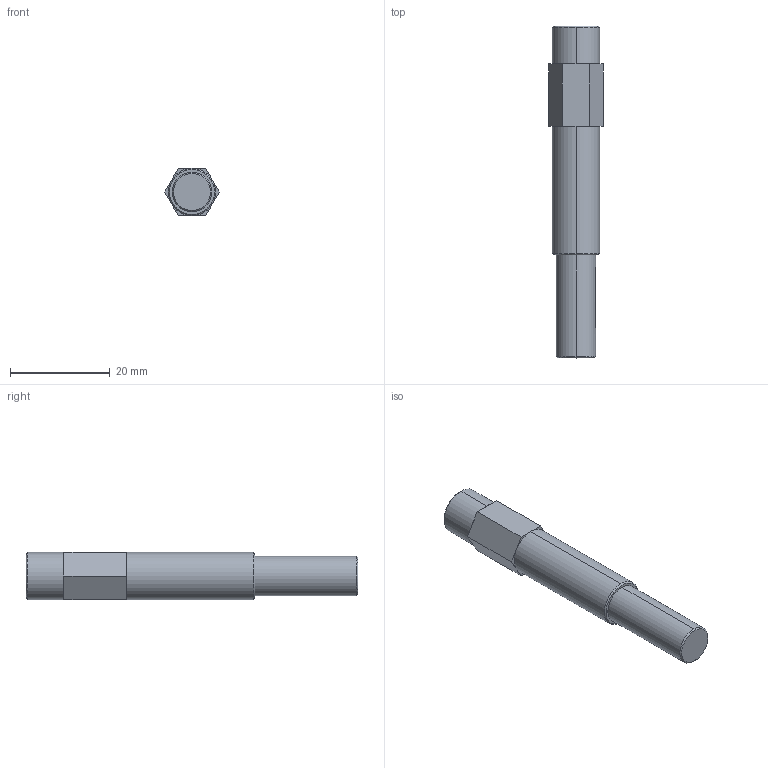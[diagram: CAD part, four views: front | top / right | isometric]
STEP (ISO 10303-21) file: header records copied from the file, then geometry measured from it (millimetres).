
FILE_DESCRIPTION (( 'STEP AP214' ), '1' );
FILE_NAME ('am-3019 S&S Input Shaft.STEP', '2014-12-18T23:14:07', ( '' ), ( '' ), 'SwSTEP 2.0', 'SolidWorks 2014', '' );
FILE_SCHEMA (( 'AUTOMOTIVE_DESIGN' ));
Length unit declared in the file: inch
Products named in the file (1): am-3019 S&S Input Shaft
Bounding box: 10.98 x 66.67 x 9.51 mm (x, y, z)
Volume: 4359.4 mm3; surface area: 2097.8 mm2
Topology: 1 solids, 1 shells, 38 faces, 80 edges, 46 vertices
Faces by surface type: plane 24, cylinder 8, cone 6
Entity records: 1066 total; most frequent: CARTESIAN_POINT 199, DIRECTION 184, ORIENTED_EDGE 160, EDGE_CURVE 80, AXIS2_PLACEMENT_3D 67, VECTOR 50, LINE 50, VERTEX_POINT 46
